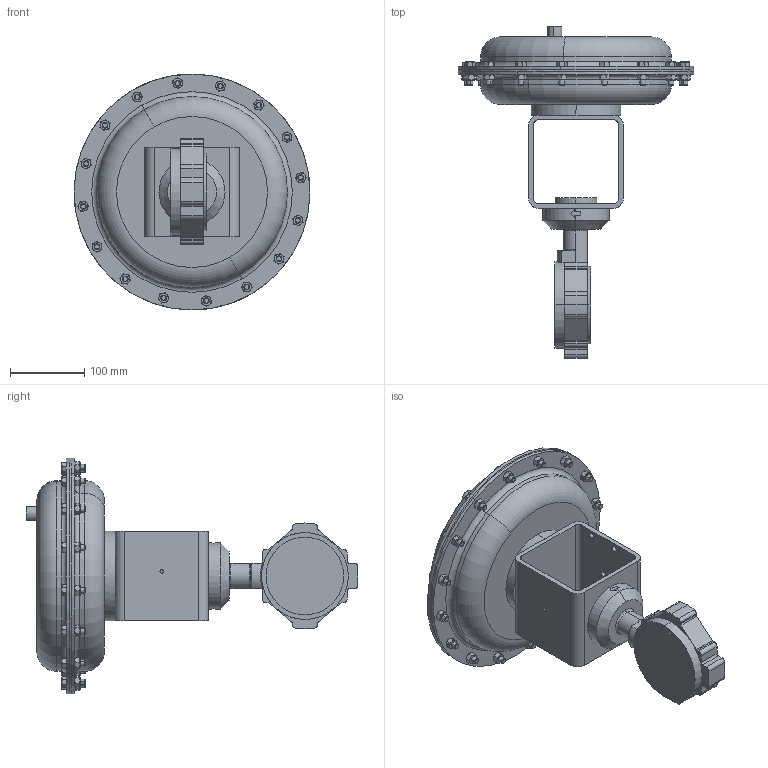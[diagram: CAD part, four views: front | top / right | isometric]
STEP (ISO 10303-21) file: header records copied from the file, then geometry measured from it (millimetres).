
FILE_DESCRIPTION (( 'STEP AP203' ), '1' );
FILE_NAME ('75-250-CS+S6-I3-55M.STEP', '2017-08-24T13:04:10', ( '' ), ( '' ), 'SwSTEP 2.0', 'SolidWorks 2014', '' );
FILE_SCHEMA (( 'CONFIG_CONTROL_DESIGN' ));
Length unit declared in the file: inch
Products named in the file (1): 75-250-CS+S6-I3-55M
Bounding box: 317.5 x 446.65 x 317.5 mm (x, y, z)
Volume: 6114265 mm3; surface area: 383538.3 mm2
Topology: 1 solids, 1 shells, 762 faces, 1748 edges, 1048 vertices
Faces by surface type: cone 328, plane 304, cylinder 110, torus 15, bspline 5
Entity records: 23855 total; most frequent: CARTESIAN_POINT 7372, ORIENTED_EDGE 3496, DIRECTION 3255, EDGE_CURVE 1748, AXIS2_PLACEMENT_3D 1345, VERTEX_POINT 1048, EDGE_LOOP 836, FACE_OUTER_BOUND 762
